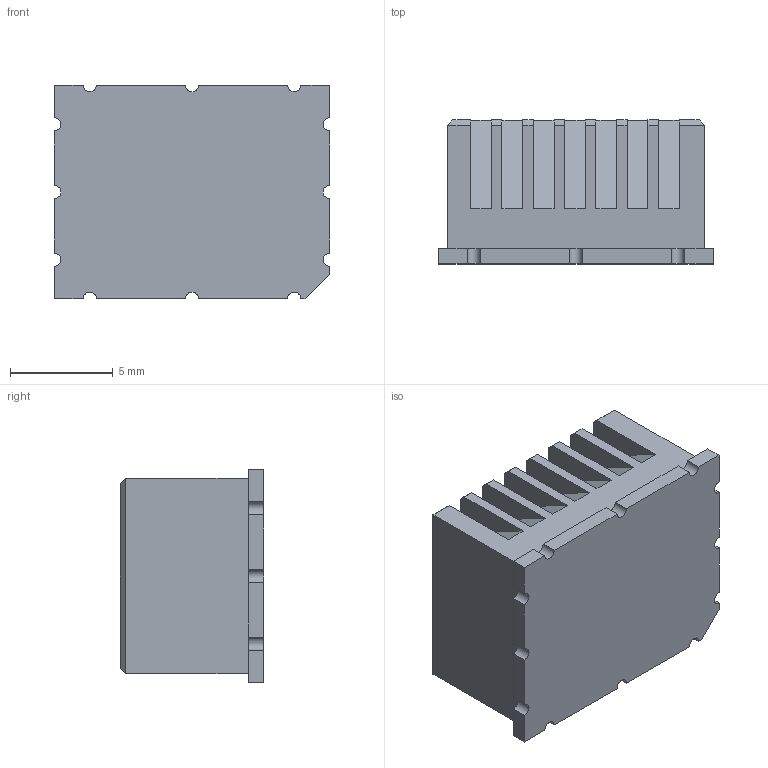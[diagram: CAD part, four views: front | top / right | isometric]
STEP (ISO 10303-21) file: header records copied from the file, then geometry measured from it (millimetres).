
FILE_DESCRIPTION (( 'STEP AP203' ), '1' );
FILE_NAME ('FMSW6343.step', '2019-01-30T23:53:50', ( '' ), ( '' ), 'SwSTEP 2.0', 'SolidWorks 2017', '' );
FILE_SCHEMA (( 'CONFIG_CONTROL_DESIGN' ));
Length unit declared in the file: inch
Products named in the file (1): FMSW6343
Bounding box: 13.4 x 7 x 10.4 mm (x, y, z)
Volume: 770.5 mm3; surface area: 693.9 mm2
Topology: 1 solids, 1 shells, 629 faces, 1729 edges, 1151 vertices
Faces by surface type: plane 446, bspline 168, cylinder 15
Entity records: 27628 total; most frequent: CARTESIAN_POINT 12662, ORIENTED_EDGE 3458, DIRECTION 2347, EDGE_CURVE 1729, VECTOR 1363, LINE 1363, VERTEX_POINT 1151, EDGE_LOOP 678
